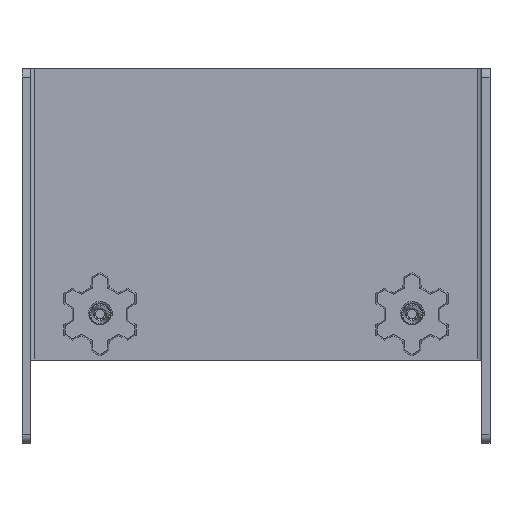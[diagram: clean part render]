
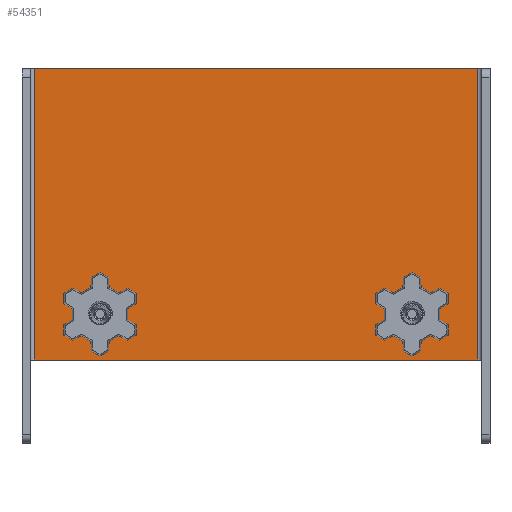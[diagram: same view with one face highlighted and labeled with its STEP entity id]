
A CAD part, front view. The second image highlights one B-rep face of the part: STEP entity #54351.
In plain terms, the highlighted planar face has unit normal (0, -1, 0).
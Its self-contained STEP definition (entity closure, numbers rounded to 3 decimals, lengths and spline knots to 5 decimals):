
#52156=DIRECTION('',(1.,0.,0.));
#52157=VECTOR('',#52156,0.1065);
#52158=CARTESIAN_POINT('',(-0.05325,0.0073,
0.05405));
#52159=LINE('',#52158,#52157);
#52717=DIRECTION('',(1.,0.,0.));
#52718=VECTOR('',#52717,0.1065);
#52719=CARTESIAN_POINT('',(-0.05325,0.0073,
-0.01595));
#52720=LINE('',#52719,#52718);
#52724=CARTESIAN_POINT('',(0.0375,0.0073,
-0.00495));
#52725=DIRECTION('',(0.,1.,0.));
#52726=DIRECTION('',(0.,0.,-1.));
#52727=AXIS2_PLACEMENT_3D('',#52724,#52725,#52726);
#52732=CARTESIAN_POINT('',(0.0375,0.0073,
-0.00495));
#52733=DIRECTION('',(0.,1.,0.));
#52734=DIRECTION('',(0.,0.,1.));
#52735=AXIS2_PLACEMENT_3D('',#52732,#52733,#52734);
#52740=CARTESIAN_POINT('',(-0.0375,0.0073,
-0.00495));
#52741=DIRECTION('',(0.,1.,0.));
#52742=DIRECTION('',(0.,0.,-1.));
#52743=AXIS2_PLACEMENT_3D('',#52740,#52741,#52742);
#52748=CARTESIAN_POINT('',(-0.0375,0.0073,
-0.00495));
#52749=DIRECTION('',(0.,1.,0.));
#52750=DIRECTION('',(0.,0.,1.));
#52751=AXIS2_PLACEMENT_3D('',#52748,#52749,#52750);
#52763=DIRECTION('',(0.,0.,1.));
#52764=VECTOR('',#52763,0.07);
#52765=CARTESIAN_POINT('',(-0.05325,0.0073,
-0.01595));
#52766=LINE('',#52765,#52764);
#52849=DIRECTION('',(0.,0.,-1.));
#52850=VECTOR('',#52849,0.07);
#52851=CARTESIAN_POINT('',(0.05325,0.0073,
0.05405));
#52852=LINE('',#52851,#52850);
#53757=CARTESIAN_POINT('',(-0.05325,0.0073,
-0.01595));
#53758=VERTEX_POINT('',#53757);
#53774=CARTESIAN_POINT('',(0.05325,0.0073,
-0.01595));
#53776=VERTEX_POINT('',#53774);
#53797=CARTESIAN_POINT('',(-0.05325,0.0073,
0.05405));
#53798=VERTEX_POINT('',#53797);
#53819=CARTESIAN_POINT('',(0.05325,0.0073,
0.05405));
#53820=VERTEX_POINT('',#53819);
#53827=CARTESIAN_POINT('',(-0.0375,0.0073,
-0.01095));
#53829=VERTEX_POINT('',#53827);
#53831=CARTESIAN_POINT('',(-0.0375,0.0073,
0.00105));
#53833=VERTEX_POINT('',#53831);
#53835=CARTESIAN_POINT('',(0.0375,0.0073,
-0.01095));
#53837=VERTEX_POINT('',#53835);
#53839=CARTESIAN_POINT('',(0.0375,0.0073,
0.00105));
#53841=VERTEX_POINT('',#53839);
#54327=CARTESIAN_POINT('',(-0.05425,0.0073,
-0.03595));
#54328=DIRECTION('',(0.,-1.,0.));
#54329=DIRECTION('',(0.,0.,-1.));
#54330=AXIS2_PLACEMENT_3D('',#54327,#54328,#54329);
#54331=PLANE('',#54330);
#54332=ORIENTED_EDGE('',*,*,#54148,.F.);
#54334=ORIENTED_EDGE('',*,*,#54333,.T.);
#54335=ORIENTED_EDGE('',*,*,#54046,.T.);
#54337=ORIENTED_EDGE('',*,*,#54336,.T.);
#54338=EDGE_LOOP('',(#54332,#54334,#54335,#54337));
#54339=FACE_OUTER_BOUND('',#54338,.F.);
#54340=ORIENTED_EDGE('',*,*,#54310,.F.);
#54342=ORIENTED_EDGE('',*,*,#54341,.F.);
#54343=EDGE_LOOP('',(#54340,#54342));
#54344=FACE_BOUND('',#54343,.F.);
#54346=ORIENTED_EDGE('',*,*,#54345,.F.);
#54348=ORIENTED_EDGE('',*,*,#54347,.F.);
#54349=EDGE_LOOP('',(#54346,#54348));
#54350=FACE_BOUND('',#54349,.F.);
#52728=CIRCLE('',#52727,0.006);
#52736=CIRCLE('',#52735,0.006);
#52744=CIRCLE('',#52743,0.006);
#52752=CIRCLE('',#52751,0.006);
#54046=EDGE_CURVE('',#53798,#53820,#52159,.T.);
#54148=EDGE_CURVE('',#53758,#53776,#52720,.T.);
#54310=EDGE_CURVE('',#53837,#53841,#52728,.T.);
#54333=EDGE_CURVE('',#53758,#53798,#52766,.T.);
#54336=EDGE_CURVE('',#53820,#53776,#52852,.T.);
#54341=EDGE_CURVE('',#53841,#53837,#52736,.T.);
#54345=EDGE_CURVE('',#53829,#53833,#52744,.T.);
#54347=EDGE_CURVE('',#53833,#53829,#52752,.T.);
#54351=ADVANCED_FACE('',(#54339,#54344,#54350),#54331,.T.);
